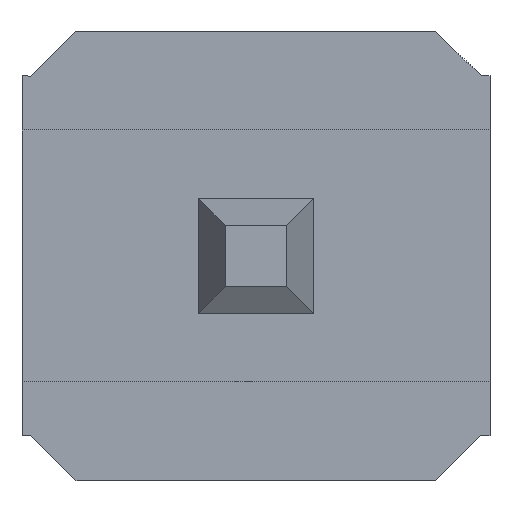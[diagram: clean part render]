
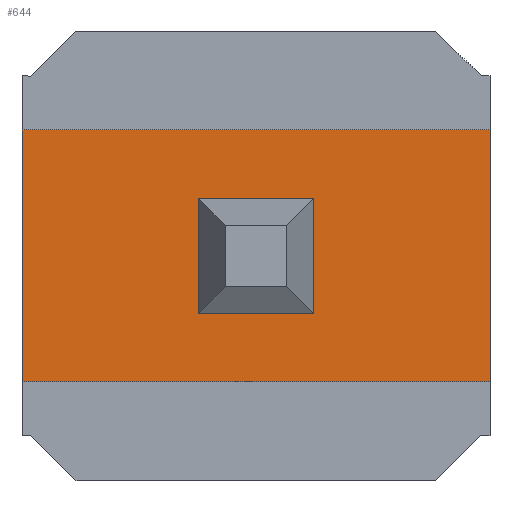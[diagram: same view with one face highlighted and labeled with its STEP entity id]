
A CAD part, front view. The second image highlights one B-rep face of the part: STEP entity #644.
In plain terms, the highlighted planar face has unit normal (0, -1, 0).
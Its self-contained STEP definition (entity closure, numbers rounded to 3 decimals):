
#6 = VERTEX_POINT ( 'NONE', #123 ) ;
#16 = DIRECTION ( 'NONE',  ( 0., 0., 1. ) ) ;
#88 = EDGE_LOOP ( 'NONE', ( #478, #90, #97, #771 ) ) ;
#90 = ORIENTED_EDGE ( 'NONE', *, *, #472, .F. ) ;
#95 = ORIENTED_EDGE ( 'NONE', *, *, #865, .F. ) ;
#97 = ORIENTED_EDGE ( 'NONE', *, *, #560, .T. ) ;
#99 = DIRECTION ( 'NONE',  ( 1., 0., 0. ) ) ;
#102 = DIRECTION ( 'NONE',  ( 1., 0., 0. ) ) ;
#115 = LINE ( 'NONE', #378, #1048 ) ;
#120 = VECTOR ( 'NONE', #16, 1000. ) ;
#123 = CARTESIAN_POINT ( 'NONE',  ( -1.3, 0.6, -0.7 ) ) ;
#131 = DIRECTION ( 'NONE',  ( 0., 1., 0. ) ) ;
#161 = EDGE_CURVE ( 'NONE', #223, #584, #1010, .T. ) ;
#188 = DIRECTION ( 'NONE',  ( 0., 0., 1. ) ) ;
#216 = LINE ( 'NONE', #300, #1007 ) ;
#222 = VECTOR ( 'NONE', #842, 1000. ) ;
#223 = VERTEX_POINT ( 'NONE', #613 ) ;
#248 = CARTESIAN_POINT ( 'NONE',  ( -1.3, 0.6, 0.7 ) ) ;
#285 = DIRECTION ( 'NONE',  ( 0., 0., 1. ) ) ;
#300 = CARTESIAN_POINT ( 'NONE',  ( -1.3, 0.6, -0.7 ) ) ;
#301 = ORIENTED_EDGE ( 'NONE', *, *, #799, .F. ) ;
#315 = VECTOR ( 'NONE', #99, 1000. ) ;
#318 = CARTESIAN_POINT ( 'NONE',  ( -0.32, 0.6, -0.32 ) ) ;
#345 = CARTESIAN_POINT ( 'NONE',  ( 0.32, 0.6, -0.32 ) ) ;
#353 = CARTESIAN_POINT ( 'NONE',  ( 0.32, 0.6, 0.7 ) ) ;
#356 = VECTOR ( 'NONE', #440, 1000. ) ;
#366 = CARTESIAN_POINT ( 'NONE',  ( -1.3, 0.6, 0.7 ) ) ;
#378 = CARTESIAN_POINT ( 'NONE',  ( 1.3, 0.6, 0.7 ) ) ;
#440 = DIRECTION ( 'NONE',  ( 0., 0., -1. ) ) ;
#459 = DIRECTION ( 'NONE',  ( 0., 0., 1. ) ) ;
#472 = EDGE_CURVE ( 'NONE', #6, #223, #1052, .T. ) ;
#475 = VERTEX_POINT ( 'NONE', #894 ) ;
#478 = ORIENTED_EDGE ( 'NONE', *, *, #161, .F. ) ;
#484 = PLANE ( 'NONE',  #1105 ) ;
#498 = VECTOR ( 'NONE', #102, 1000. ) ;
#531 = LINE ( 'NONE', #353, #120 ) ;
#560 = EDGE_CURVE ( 'NONE', #6, #622, #216, .T. ) ;
#584 = VERTEX_POINT ( 'NONE', #729 ) ;
#613 = CARTESIAN_POINT ( 'NONE',  ( -1.3, 0.6, 0.7 ) ) ;
#622 = VERTEX_POINT ( 'NONE', #1050 ) ;
#640 = DIRECTION ( 'NONE',  ( 1., 0., 0. ) ) ;
#644 = ADVANCED_FACE ( 'NONE', ( #893, #1060 ), #484, .F. ) ;
#729 = CARTESIAN_POINT ( 'NONE',  ( 1.3, 0.6, 0.7 ) ) ;
#748 = LINE ( 'NONE', #759, #222 ) ;
#759 = CARTESIAN_POINT ( 'NONE',  ( -1.3, 0.6, -0.32 ) ) ;
#771 = ORIENTED_EDGE ( 'NONE', *, *, #1045, .T. ) ;
#786 = VERTEX_POINT ( 'NONE', #318 ) ;
#789 = LINE ( 'NONE', #875, #315 ) ;
#790 = EDGE_LOOP ( 'NONE', ( #1004, #834, #95, #301 ) ) ;
#799 = EDGE_CURVE ( 'NONE', #786, #916, #748, .T. ) ;
#802 = CARTESIAN_POINT ( 'NONE',  ( 0.32, 0.6, 0.32 ) ) ;
#834 = ORIENTED_EDGE ( 'NONE', *, *, #881, .T. ) ;
#842 = DIRECTION ( 'NONE',  ( 1., 0., 0. ) ) ;
#865 = EDGE_CURVE ( 'NONE', #916, #938, #531, .T. ) ;
#875 = CARTESIAN_POINT ( 'NONE',  ( -1.3, 0.6, 0.32 ) ) ;
#881 = EDGE_CURVE ( 'NONE', #475, #938, #789, .T. ) ;
#893 = FACE_BOUND ( 'NONE', #790, .T. ) ;
#894 = CARTESIAN_POINT ( 'NONE',  ( -0.32, 0.6, 0.32 ) ) ;
#916 = VERTEX_POINT ( 'NONE', #345 ) ;
#936 = EDGE_CURVE ( 'NONE', #475, #786, #1023, .T. ) ;
#938 = VERTEX_POINT ( 'NONE', #802 ) ;
#942 = VECTOR ( 'NONE', #188, 1000. ) ;
#966 = CARTESIAN_POINT ( 'NONE',  ( -1.3, 0.6, 0.7 ) ) ;
#1004 = ORIENTED_EDGE ( 'NONE', *, *, #936, .F. ) ;
#1007 = VECTOR ( 'NONE', #640, 1000. ) ;
#1010 = LINE ( 'NONE', #248, #498 ) ;
#1023 = LINE ( 'NONE', #1038, #356 ) ;
#1038 = CARTESIAN_POINT ( 'NONE',  ( -0.32, 0.6, 0.7 ) ) ;
#1045 = EDGE_CURVE ( 'NONE', #622, #584, #115, .T. ) ;
#1048 = VECTOR ( 'NONE', #285, 1000. ) ;
#1050 = CARTESIAN_POINT ( 'NONE',  ( 1.3, 0.6, -0.7 ) ) ;
#1052 = LINE ( 'NONE', #966, #942 ) ;
#1060 = FACE_OUTER_BOUND ( 'NONE', #88, .T. ) ;
#1105 = AXIS2_PLACEMENT_3D ( 'NONE', #366, #131, #459 ) ;
